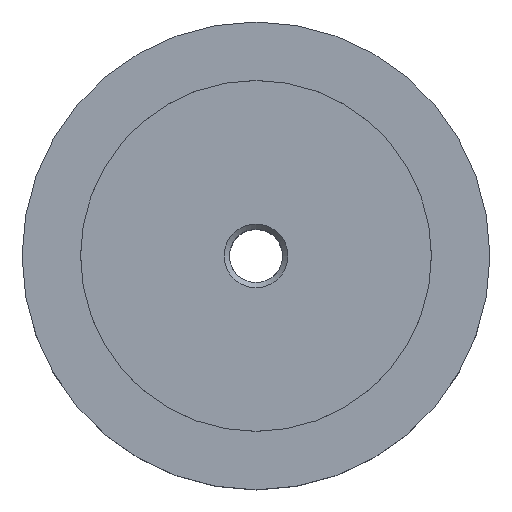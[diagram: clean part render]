
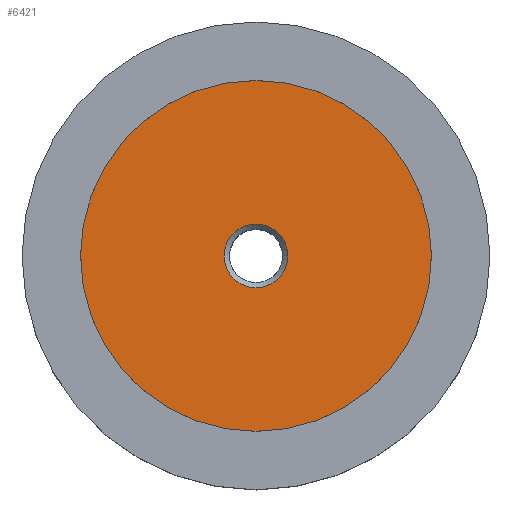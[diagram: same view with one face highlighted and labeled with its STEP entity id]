
A CAD part, top view. The second image highlights one B-rep face of the part: STEP entity #6421.
In plain terms, the highlighted planar face has unit normal (0, 0, 1).
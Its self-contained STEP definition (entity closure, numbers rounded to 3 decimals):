
#26=FACE_BOUND('',#763,.T.);
#107=CIRCLE('',#6811,3.);
#170=CIRCLE('',#6881,16.5);
#262=PLANE('',#6880);
#429=FACE_OUTER_BOUND('',#762,.T.);
#762=EDGE_LOOP('',(#4831));
#763=EDGE_LOOP('',(#4832));
#2776=VERTEX_POINT('',#10319);
#3040=VERTEX_POINT('',#11366);
#3461=EDGE_CURVE('',#2776,#2776,#107,.T.);
#3736=EDGE_CURVE('',#3040,#3040,#170,.T.);
#4831=ORIENTED_EDGE('',*,*,#3736,.F.);
#4832=ORIENTED_EDGE('',*,*,#3461,.T.);
#6421=ADVANCED_FACE('',(#429,#26),#262,.F.);
#6811=AXIS2_PLACEMENT_3D('',#10321,#7451,#7452);
#6880=AXIS2_PLACEMENT_3D('',#11365,#7701,#7702);
#6881=AXIS2_PLACEMENT_3D('',#11367,#7703,#7704);
#7451=DIRECTION('center_axis',(0.,0.,-1.));
#7452=DIRECTION('ref_axis',(-1.,0.,0.));
#7701=DIRECTION('center_axis',(0.,0.,-1.));
#7702=DIRECTION('ref_axis',(-1.,0.,0.));
#7703=DIRECTION('center_axis',(0.,0.,-1.));
#7704=DIRECTION('ref_axis',(1.,0.,0.));
#10319=CARTESIAN_POINT('',(-3.,0.,1.5));
#10321=CARTESIAN_POINT('Origin',(0.,0.,1.5));
#11365=CARTESIAN_POINT('Origin',(0.,0.,1.5));
#11366=CARTESIAN_POINT('',(-16.5,0.,1.5));
#11367=CARTESIAN_POINT('Origin',(0.,0.,1.5));
